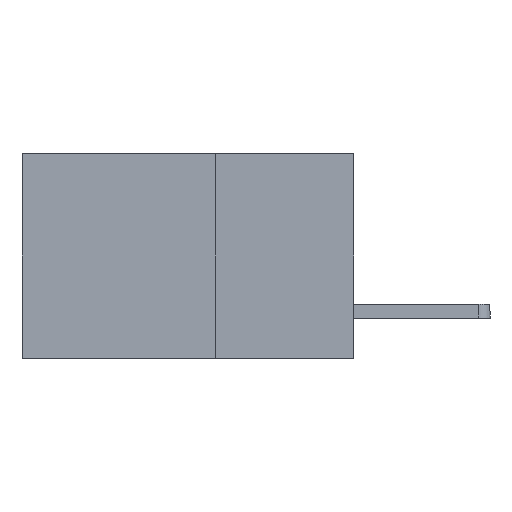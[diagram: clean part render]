
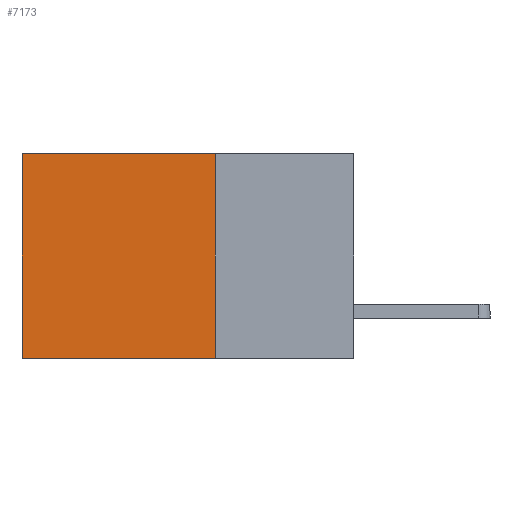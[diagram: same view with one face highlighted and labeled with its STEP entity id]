
A CAD part, left-side view. The second image highlights one B-rep face of the part: STEP entity #7173.
In plain terms, the highlighted planar face has unit normal (-1, 0, 0).
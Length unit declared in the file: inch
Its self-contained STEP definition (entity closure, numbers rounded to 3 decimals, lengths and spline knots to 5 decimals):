
#380 = ORIENTED_EDGE ( 'NONE', *, *, #11087, .T. ) ;
#468 = VERTEX_POINT ( 'NONE', #10117 ) ;
#719 = ORIENTED_EDGE ( 'NONE', *, *, #3702, .F. ) ;
#732 = ORIENTED_EDGE ( 'NONE', *, *, #2850, .T. ) ;
#2850 = EDGE_CURVE ( 'NONE', #468, #6330, #8575, .T. ) ;
#3256 = EDGE_CURVE ( 'NONE', #468, #9115, #6942, .T. ) ;
#3533 = CARTESIAN_POINT ( 'NONE',  ( 0.2875, 0.25, -0.37 ) ) ;
#3702 = EDGE_CURVE ( 'NONE', #9115, #9248, #8442, .T. ) ;
#3892 = CARTESIAN_POINT ( 'NONE',  ( 0.2875, 0.25, 0. ) ) ;
#3993 = CARTESIAN_POINT ( 'NONE',  ( 0.2875, 0.25, -0.37 ) ) ;
#4484 = CARTESIAN_POINT ( 'NONE',  ( 0.2875, 0.6, 0. ) ) ;
#4486 = FACE_OUTER_BOUND ( 'NONE', #6907, .T. ) ;
#4715 = VECTOR ( 'NONE', #6481, 39.37008 ) ;
#4844 = DIRECTION ( 'NONE',  ( 0., 0., -1. ) ) ;
#5070 = CARTESIAN_POINT ( 'NONE',  ( 0.2875, 0.6, 0. ) ) ;
#5444 = DIRECTION ( 'NONE',  ( 0., 1., 0. ) ) ;
#6080 = VECTOR ( 'NONE', #8794, 39.37008 ) ;
#6330 = VERTEX_POINT ( 'NONE', #4484 ) ;
#6481 = DIRECTION ( 'NONE',  ( 0., 0., -1. ) ) ;
#6523 = CARTESIAN_POINT ( 'NONE',  ( 0.2875, 0.25, 0. ) ) ;
#6907 = EDGE_LOOP ( 'NONE', ( #380, #719, #8032, #732 ) ) ;
#6942 = LINE ( 'NONE', #6523, #4715 ) ;
#7173 = ADVANCED_FACE ( 'NONE', ( #4486 ), #7661, .F. ) ;
#7661 = PLANE ( 'NONE',  #10539 ) ;
#7891 = LINE ( 'NONE', #5070, #10016 ) ;
#8032 = ORIENTED_EDGE ( 'NONE', *, *, #3256, .F. ) ;
#8442 = LINE ( 'NONE', #3533, #10538 ) ;
#8575 = LINE ( 'NONE', #9692, #6080 ) ;
#8794 = DIRECTION ( 'NONE',  ( 0., 1., 0. ) ) ;
#8857 = DIRECTION ( 'NONE',  ( 0., 0., -1. ) ) ;
#9115 = VERTEX_POINT ( 'NONE', #3993 ) ;
#9248 = VERTEX_POINT ( 'NONE', #9835 ) ;
#9692 = CARTESIAN_POINT ( 'NONE',  ( 0.2875, 0.25, 0. ) ) ;
#9835 = CARTESIAN_POINT ( 'NONE',  ( 0.2875, 0.6, -0.37 ) ) ;
#10016 = VECTOR ( 'NONE', #8857, 39.37008 ) ;
#10117 = CARTESIAN_POINT ( 'NONE',  ( 0.2875, 0.25, 0. ) ) ;
#10396 = DIRECTION ( 'NONE',  ( 1., 0., 0. ) ) ;
#10538 = VECTOR ( 'NONE', #5444, 39.37008 ) ;
#10539 = AXIS2_PLACEMENT_3D ( 'NONE', #3892, #10396, #4844 ) ;
#11087 = EDGE_CURVE ( 'NONE', #6330, #9248, #7891, .T. ) ;
